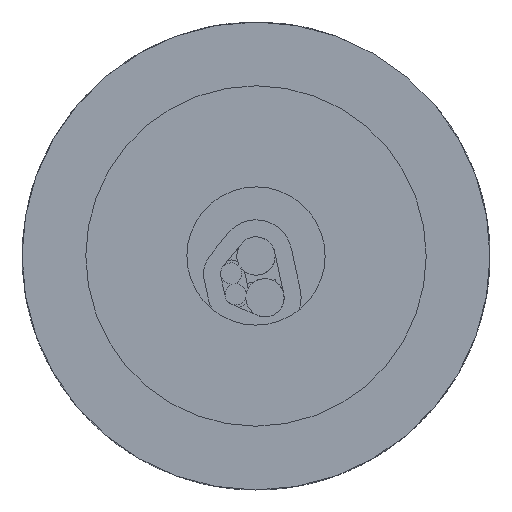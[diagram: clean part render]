
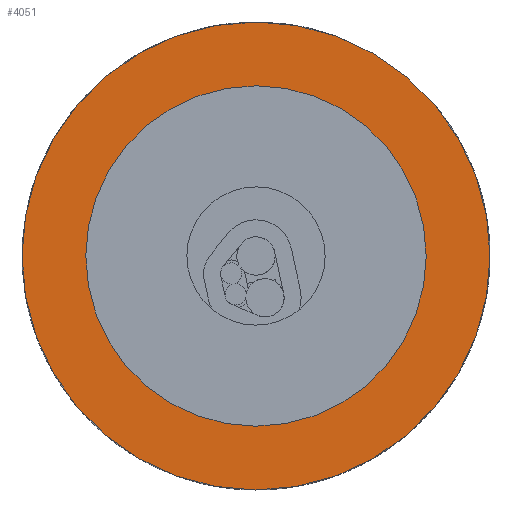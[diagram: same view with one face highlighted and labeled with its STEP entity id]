
A CAD part, front view. The second image highlights one B-rep face of the part: STEP entity #4051.
In plain terms, the highlighted face is planar.
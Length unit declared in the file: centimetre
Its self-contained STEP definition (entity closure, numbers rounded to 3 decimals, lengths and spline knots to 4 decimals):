
#1686=PLANE('',#4358);
#1882=VERTEX_POINT('',#5759);
#1883=VERTEX_POINT('',#5762);
#2128=CIRCLE('',#4357,11.);
#2129=CIRCLE('',#4359,6.5);
#2375=EDGE_CURVE('',#1882,#1882,#2128,.T.);
#2376=EDGE_CURVE('',#1883,#1883,#2129,.T.);
#2929=ORIENTED_EDGE('',*,*,#2376,.F.);
#2930=ORIENTED_EDGE('',*,*,#2375,.T.);
#3511=EDGE_LOOP('',(#2929));
#3512=EDGE_LOOP('',(#2930));
#3833=FACE_BOUND('',#3511,.T.);
#3834=FACE_BOUND('',#3512,.T.);
#4051=ADVANCED_FACE('',(#3833,#3834),#1686,.T.);
#4357=AXIS2_PLACEMENT_3D('',#5758,#4964,#4965);
#4358=AXIS2_PLACEMENT_3D('',#5760,#4966,$);
#4359=AXIS2_PLACEMENT_3D('',#5761,#4967,#4968);
#4964=DIRECTION('',(0.,1.,0.));
#4965=DIRECTION('',(-11.,0.,0.));
#4966=DIRECTION('',(0.,1.,0.));
#4967=DIRECTION('',(0.,1.,0.));
#4968=DIRECTION('',(-6.5,0.,0.));
#5758=CARTESIAN_POINT('',(0.,17.1,0.));
#5759=CARTESIAN_POINT('',(-11.,17.1,0.));
#5760=CARTESIAN_POINT('',(-8.75,17.1,0.));
#5761=CARTESIAN_POINT('',(0.,17.1,0.));
#5762=CARTESIAN_POINT('',(-6.5,17.1,0.));
